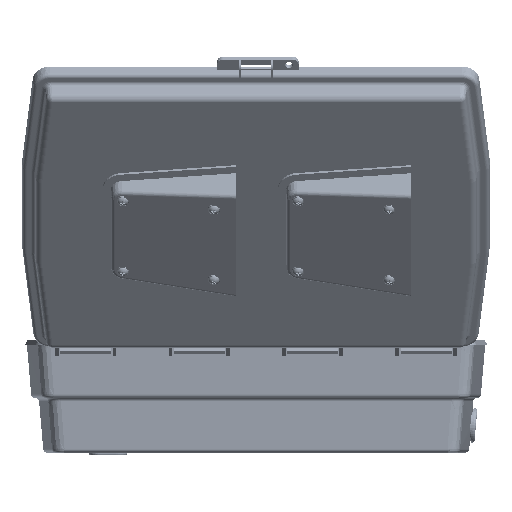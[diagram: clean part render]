
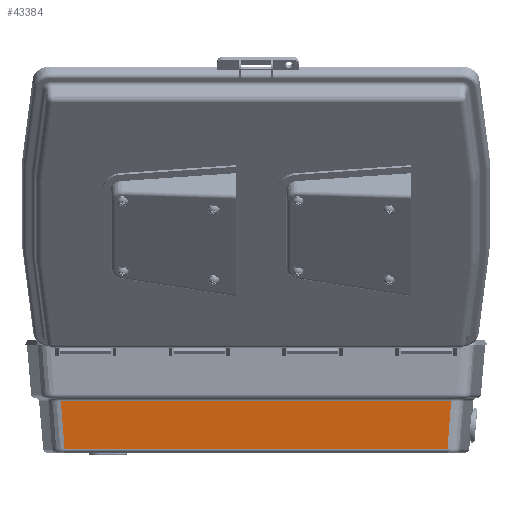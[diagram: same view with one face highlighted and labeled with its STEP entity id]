
A CAD part, left-side view. The second image highlights one B-rep face of the part: STEP entity #43384.
In plain terms, the highlighted face is planar.
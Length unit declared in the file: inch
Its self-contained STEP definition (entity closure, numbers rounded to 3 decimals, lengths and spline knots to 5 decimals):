
#173 = VECTOR ( 'NONE', #49555, 39.37008 ) ;
#842 = ORIENTED_EDGE ( 'NONE', *, *, #61529, .T. ) ;
#2517 = PLANE ( 'NONE',  #38118 ) ;
#2954 = EDGE_CURVE ( 'NONE', #79582, #84803, #35412, .T. ) ;
#3516 = VECTOR ( 'NONE', #22631, 39.37008 ) ;
#4292 = CARTESIAN_POINT ( 'NONE',  ( 4.8117, 5.90959, -0.10782 ) ) ;
#7159 = EDGE_CURVE ( 'NONE', #19209, #79582, #25353, .T. ) ;
#10412 = FACE_OUTER_BOUND ( 'NONE', #75621, .T. ) ;
#13471 = EDGE_CURVE ( 'NONE', #91533, #19209, #46052, .T. ) ;
#14830 = CARTESIAN_POINT ( 'NONE',  ( 4.8117, 6.2418, -0.10782 ) ) ;
#18979 = CARTESIAN_POINT ( 'NONE',  ( 4.8117, -5.90959, -0.10782 ) ) ;
#19209 = VERTEX_POINT ( 'NONE', #103790 ) ;
#19624 = CARTESIAN_POINT ( 'NONE',  ( 4.87854, -5.96784, -0.87176 ) ) ;
#20773 = B_SPLINE_CURVE_WITH_KNOTS ( 'NONE', 3,
 ( #51431, #84510, #84848, #19624, #51784, #44196, #75624 ),
 .UNSPECIFIED., .F., .F.,
 ( 4, 3, 4 ),
 ( 0.00276, 0.02229, 0.04053 ),
 .UNSPECIFIED. ) ;
#22631 = DIRECTION ( 'NONE',  ( 0., -1., 0. ) ) ;
#25353 = B_SPLINE_CURVE_WITH_KNOTS ( 'NONE', 3,
 ( #67490, #74632, #83157, #83863, #91347, #26174, #82808 ),
 .UNSPECIFIED., .F., .F.,
 ( 4, 3, 4 ),
 ( 0.00276, 0.021, 0.04053 ),
 .UNSPECIFIED. ) ;
#26174 = CARTESIAN_POINT ( 'NONE',  ( 4.83398, 5.92902, -0.36246 ) ) ;
#27806 = DIRECTION ( 'NONE',  ( 0.996, 0., 0.087 ) ) ;
#35412 = LINE ( 'NONE', #14830, #3516 ) ;
#38118 = AXIS2_PLACEMENT_3D ( 'NONE', #59576, #27806, #52079 ) ;
#43384 = ADVANCED_FACE ( 'NONE', ( #10412 ), #2517, .T. ) ;
#44196 = CARTESIAN_POINT ( 'NONE',  ( 4.92014, -6.00406, -1.34732 ) ) ;
#46052 = LINE ( 'NONE', #49185, #173 ) ;
#49185 = CARTESIAN_POINT ( 'NONE',  ( 4.94094, 6.2418, -1.5851 ) ) ;
#49555 = DIRECTION ( 'NONE',  ( 0., 1., 0. ) ) ;
#51431 = CARTESIAN_POINT ( 'NONE',  ( 4.8117, -5.90959, -0.10782 ) ) ;
#51784 = CARTESIAN_POINT ( 'NONE',  ( 4.89934, -5.98596, -1.10954 ) ) ;
#52079 = DIRECTION ( 'NONE',  ( 0.087, 0., -0.996 ) ) ;
#55552 = ORIENTED_EDGE ( 'NONE', *, *, #2954, .T. ) ;
#59576 = CARTESIAN_POINT ( 'NONE',  ( 4.80227, 6.2418, 0. ) ) ;
#61529 = EDGE_CURVE ( 'NONE', #84803, #91533, #20773, .T. ) ;
#65789 = CARTESIAN_POINT ( 'NONE',  ( 4.94094, -6.02214, -1.5851 ) ) ;
#67490 = CARTESIAN_POINT ( 'NONE',  ( 4.94094, 6.02214, -1.5851 ) ) ;
#74632 = CARTESIAN_POINT ( 'NONE',  ( 4.92014, 6.00406, -1.34732 ) ) ;
#75621 = EDGE_LOOP ( 'NONE', ( #842, #89162, #80963, #55552 ) ) ;
#75624 = CARTESIAN_POINT ( 'NONE',  ( 4.94094, -6.02214, -1.5851 ) ) ;
#79582 = VERTEX_POINT ( 'NONE', #4292 ) ;
#80963 = ORIENTED_EDGE ( 'NONE', *, *, #7159, .T. ) ;
#82808 = CARTESIAN_POINT ( 'NONE',  ( 4.8117, 5.90959, -0.10782 ) ) ;
#83157 = CARTESIAN_POINT ( 'NONE',  ( 4.89934, 5.98596, -1.10954 ) ) ;
#83863 = CARTESIAN_POINT ( 'NONE',  ( 4.87854, 5.96784, -0.87176 ) ) ;
#84510 = CARTESIAN_POINT ( 'NONE',  ( 4.83398, -5.92902, -0.36246 ) ) ;
#84803 = VERTEX_POINT ( 'NONE', #18979 ) ;
#84848 = CARTESIAN_POINT ( 'NONE',  ( 4.85626, -5.94844, -0.61711 ) ) ;
#89162 = ORIENTED_EDGE ( 'NONE', *, *, #13471, .T. ) ;
#91347 = CARTESIAN_POINT ( 'NONE',  ( 4.85626, 5.94844, -0.61711 ) ) ;
#91533 = VERTEX_POINT ( 'NONE', #65789 ) ;
#103790 = CARTESIAN_POINT ( 'NONE',  ( 4.94094, 6.02214, -1.5851 ) ) ;
